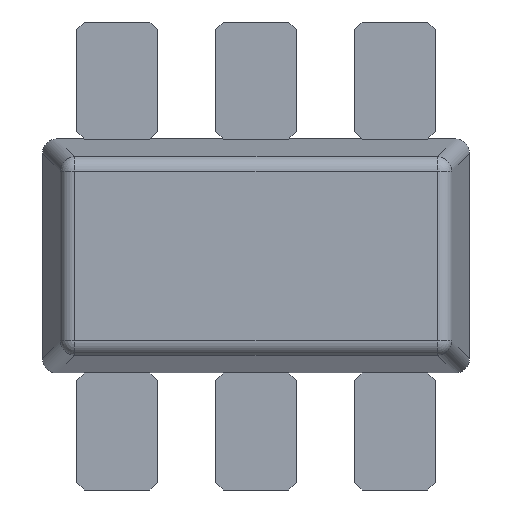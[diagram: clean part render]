
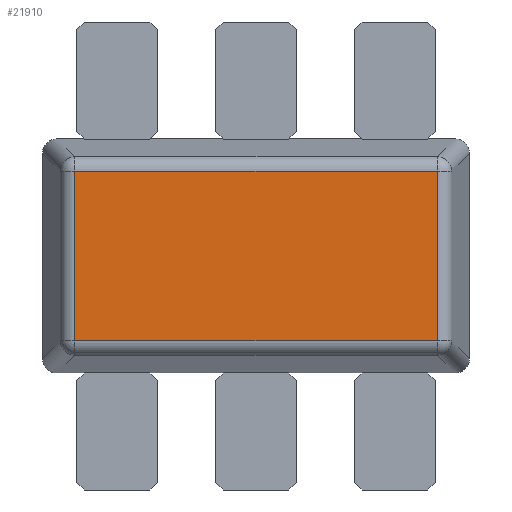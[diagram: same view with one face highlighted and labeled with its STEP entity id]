
A CAD part, front view. The second image highlights one B-rep face of the part: STEP entity #21910.
In plain terms, the highlighted planar face has unit normal (0, -1, 0).
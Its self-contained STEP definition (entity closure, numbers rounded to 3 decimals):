
#28 = CARTESIAN_POINT ( 'NONE',  ( 0., -0.65, 0. ) ) ;
#346 = EDGE_LOOP ( 'NONE', ( #6643, #4135, #618, #14663 ) ) ;
#618 = ORIENTED_EDGE ( 'NONE', *, *, #6620, .T. ) ;
#1286 = VECTOR ( 'NONE', #4860, 1000. ) ;
#2835 = CARTESIAN_POINT ( 'NONE',  ( -1.241, -0.65, -0.581 ) ) ;
#3397 = EDGE_CURVE ( 'NONE', #21354, #10695, #13729, .T. ) ;
#3713 = CARTESIAN_POINT ( 'NONE',  ( 0., -0.65, -0.581 ) ) ;
#3812 = VECTOR ( 'NONE', #10832, 1000. ) ;
#4135 = ORIENTED_EDGE ( 'NONE', *, *, #16673, .T. ) ;
#4730 = LINE ( 'NONE', #11845, #16915 ) ;
#4860 = DIRECTION ( 'NONE',  ( -1., 0., 0. ) ) ;
#4906 = AXIS2_PLACEMENT_3D ( 'NONE', #28, #7146, #14262 ) ;
#5933 = DIRECTION ( 'NONE',  ( 0., 0., 1. ) ) ;
#6620 = EDGE_CURVE ( 'NONE', #11443, #21354, #14828, .T. ) ;
#6643 = ORIENTED_EDGE ( 'NONE', *, *, #19908, .T. ) ;
#7146 = DIRECTION ( 'NONE',  ( 0., -1., 0. ) ) ;
#8893 = FACE_OUTER_BOUND ( 'NONE', #346, .T. ) ;
#10695 = VERTEX_POINT ( 'NONE', #17943 ) ;
#10832 = DIRECTION ( 'NONE',  ( 1., 0., 0. ) ) ;
#11443 = VERTEX_POINT ( 'NONE', #16478 ) ;
#11845 = CARTESIAN_POINT ( 'NONE',  ( -1.241, -0.65, 0. ) ) ;
#13729 = LINE ( 'NONE', #20842, #1286 ) ;
#14262 = DIRECTION ( 'NONE',  ( 0., 0., -1. ) ) ;
#14663 = ORIENTED_EDGE ( 'NONE', *, *, #3397, .T. ) ;
#14828 = LINE ( 'NONE', #21941, #16137 ) ;
#15998 = PLANE ( 'NONE',  #4906 ) ;
#16137 = VECTOR ( 'NONE', #5933, 1000. ) ;
#16478 = CARTESIAN_POINT ( 'NONE',  ( 1.241, -0.65, -0.581 ) ) ;
#16673 = EDGE_CURVE ( 'NONE', #21891, #11443, #19704, .T. ) ;
#16915 = VECTOR ( 'NONE', #18960, 1000. ) ;
#17943 = CARTESIAN_POINT ( 'NONE',  ( -1.241, -0.65, 0.581 ) ) ;
#18960 = DIRECTION ( 'NONE',  ( 0., 0., -1. ) ) ;
#19704 = LINE ( 'NONE', #3713, #3812 ) ;
#19908 = EDGE_CURVE ( 'NONE', #10695, #21891, #4730, .T. ) ;
#20842 = CARTESIAN_POINT ( 'NONE',  ( 0., -0.65, 0.581 ) ) ;
#21354 = VERTEX_POINT ( 'NONE', #22992 ) ;
#21891 = VERTEX_POINT ( 'NONE', #2835 ) ;
#21910 = ADVANCED_FACE ( 'NONE', ( #8893 ), #15998, .T. ) ;
#21941 = CARTESIAN_POINT ( 'NONE',  ( 1.241, -0.65, 0. ) ) ;
#22992 = CARTESIAN_POINT ( 'NONE',  ( 1.241, -0.65, 0.581 ) ) ;
